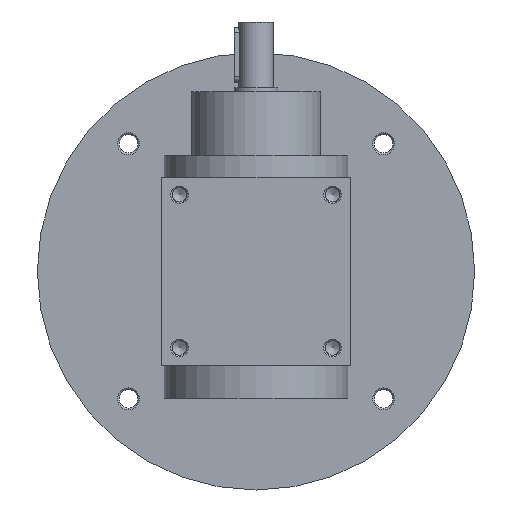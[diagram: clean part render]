
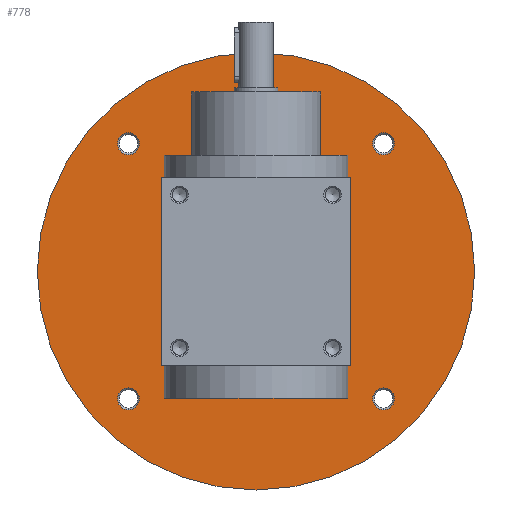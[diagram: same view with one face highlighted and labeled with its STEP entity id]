
A CAD part, left-side view. The second image highlights one B-rep face of the part: STEP entity #778.
In plain terms, the highlighted planar face has unit normal (-1, 0, 0).
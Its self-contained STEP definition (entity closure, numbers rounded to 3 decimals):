
#778 = ADVANCED_FACE( '', ( #1718, #1719, #1720, #1721, #1722, #1723 ), #1724, .F. );
#1718 = FACE_OUTER_BOUND( '', #2703, .T. );
#1719 = FACE_BOUND( '', #2704, .T. );
#1720 = FACE_BOUND( '', #2705, .T. );
#1721 = FACE_BOUND( '', #2706, .T. );
#1722 = FACE_BOUND( '', #2707, .T. );
#1723 = FACE_BOUND( '', #2708, .T. );
#1724 = PLANE( '', #2709 );
#2703 = EDGE_LOOP( '', ( #4573 ) );
#2704 = EDGE_LOOP( '', ( #4574 ) );
#2705 = EDGE_LOOP( '', ( #4575 ) );
#2706 = EDGE_LOOP( '', ( #4576 ) );
#2707 = EDGE_LOOP( '', ( #4577 ) );
#2708 = EDGE_LOOP( '', ( #4578 ) );
#2709 = AXIS2_PLACEMENT_3D( '', #4579, #4580, #4581 );
#4573 = ORIENTED_EDGE( '', *, *, #5588, .F. );
#4574 = ORIENTED_EDGE( '', *, *, #5401, .T. );
#4575 = ORIENTED_EDGE( '', *, *, #5526, .T. );
#4576 = ORIENTED_EDGE( '', *, *, #5528, .T. );
#4577 = ORIENTED_EDGE( '', *, *, #5481, .T. );
#4578 = ORIENTED_EDGE( '', *, *, #5331, .T. );
#4579 = CARTESIAN_POINT( '', ( 44., 42., 0. ) );
#4580 = DIRECTION( '', ( 1., 0., 0. ) );
#4581 = DIRECTION( '', ( 0., 0., -1. ) );
#5331 = EDGE_CURVE( '', #6364, #6364, #6365, .T. );
#5401 = EDGE_CURVE( '', #6459, #6459, #6460, .T. );
#5481 = EDGE_CURVE( '', #6568, #6568, #6569, .T. );
#5526 = EDGE_CURVE( '', #6625, #6625, #6626, .T. );
#5528 = EDGE_CURVE( '', #6628, #6628, #6629, .T. );
#5588 = EDGE_CURVE( '', #6695, #6695, #6696, .T. );
#6364 = VERTEX_POINT( '', #7702 );
#6365 = CIRCLE( '', #7703, 42. );
#6459 = VERTEX_POINT( '', #7814 );
#6460 = CIRCLE( '', #7815, 5. );
#6568 = VERTEX_POINT( '', #7957 );
#6569 = CIRCLE( '', #7958, 5. );
#6625 = VERTEX_POINT( '', #8021 );
#6626 = CIRCLE( '', #8022, 5. );
#6628 = VERTEX_POINT( '', #8024 );
#6629 = CIRCLE( '', #8025, 5. );
#6695 = VERTEX_POINT( '', #8108 );
#6696 = CIRCLE( '', #8109, 100. );
#7702 = CARTESIAN_POINT( '', ( 44., 0., -42. ) );
#7703 = AXIS2_PLACEMENT_3D( '', #8810, #8811, #8812 );
#7814 = CARTESIAN_POINT( '', ( 44., -58.336, 53.336 ) );
#7815 = AXIS2_PLACEMENT_3D( '', #8899, #8900, #8901 );
#7957 = CARTESIAN_POINT( '', ( 44., 58.336, 53.336 ) );
#7958 = AXIS2_PLACEMENT_3D( '', #8987, #8988, #8989 );
#8021 = CARTESIAN_POINT( '', ( 44., 58.336, -63.336 ) );
#8022 = AXIS2_PLACEMENT_3D( '', #9042, #9043, #9044 );
#8024 = CARTESIAN_POINT( '', ( 44., -58.336, -63.336 ) );
#8025 = AXIS2_PLACEMENT_3D( '', #9045, #9046, #9047 );
#8108 = CARTESIAN_POINT( '', ( 44., 0., -100. ) );
#8109 = AXIS2_PLACEMENT_3D( '', #9089, #9090, #9091 );
#8810 = CARTESIAN_POINT( '', ( 44., 0., 0. ) );
#8811 = DIRECTION( '', ( 1., 0., 0. ) );
#8812 = DIRECTION( '', ( 0., 0., -1. ) );
#8899 = CARTESIAN_POINT( '', ( 44., -58.336, 58.336 ) );
#8900 = DIRECTION( '', ( 1., 0., 0. ) );
#8901 = DIRECTION( '', ( 0., 0., -1. ) );
#8987 = CARTESIAN_POINT( '', ( 44., 58.336, 58.336 ) );
#8988 = DIRECTION( '', ( 1., 0., 0. ) );
#8989 = DIRECTION( '', ( 0., 0., -1. ) );
#9042 = CARTESIAN_POINT( '', ( 44., 58.336, -58.336 ) );
#9043 = DIRECTION( '', ( 1., 0., 0. ) );
#9044 = DIRECTION( '', ( 0., 0., -1. ) );
#9045 = CARTESIAN_POINT( '', ( 44., -58.336, -58.336 ) );
#9046 = DIRECTION( '', ( 1., 0., 0. ) );
#9047 = DIRECTION( '', ( 0., 0., -1. ) );
#9089 = CARTESIAN_POINT( '', ( 44., 0., 0. ) );
#9090 = DIRECTION( '', ( 1., 0., 0. ) );
#9091 = DIRECTION( '', ( 0., 0., -1. ) );
